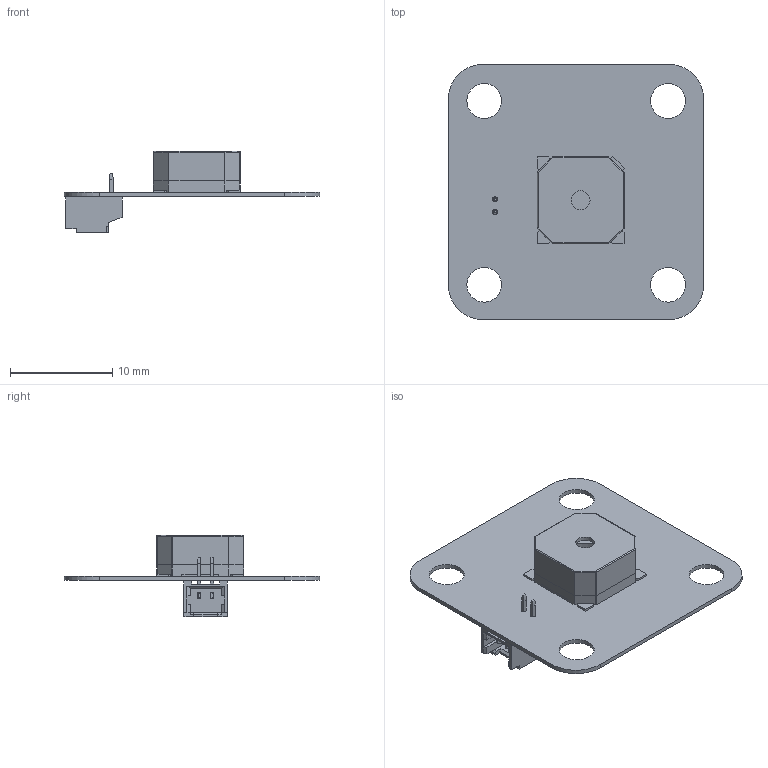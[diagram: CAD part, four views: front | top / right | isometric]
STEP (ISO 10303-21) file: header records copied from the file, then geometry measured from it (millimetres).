
FILE_DESCRIPTION(('Open CASCADE Model'),'2;1');
FILE_NAME('Open CASCADE Shape Model','2025-11-30T23:29:41',('Author'),( 'Open CASCADE'),'Open CASCADE STEP processor 7.5','Open CASCADE 7.5' ,'Unknown');
FILE_SCHEMA(('AUTOMOTIVE_DESIGN { 1 0 10303 214 1 1 1 1 }'));
Length unit declared in the file: millimetre
Products named in the file (9): PCB; Board; Open CASCADE STEP translator 7.5 2.1.1; J1; 530480210; Open CASCADE STEP translator 7.5 2.2.1.1; Open CASCADE STEP translator 7.5 2.2.1.2; LS1; CUI_DEVICES_CMT-8504-100-SMT-TR
Assembly tree (8 placements, depth 4):
  PCB
    Board
      Open CASCADE STEP translator 7.5 2.1.1
    J1
      530480210
        Open CASCADE STEP translator 7.5 2.2.1.1
        Open CASCADE STEP translator 7.5 2.2.1.2
    LS1
      CUI_DEVICES_CMT-8504-100-SMT-TR
Bounding box: 25 x 25 x 7.97 mm (x, y, z)
Volume: 400.6 mm3; surface area: 1892.8 mm2
Topology: 11 solids, 11 shells, 264 faces, 673 edges, 436 vertices
Faces by surface type: plane 196, cylinder 44, bspline 16, sphere 8
Full cylindrical faces by diameter (mm): 0.5 x2, 3.4 x4
Entity records: 8769 total; most frequent: CARTESIAN_POINT 1858, ORIENTED_EDGE 1330, DIRECTION 1259, EDGE_CURVE 665, LINE 561, VECTOR 561, VERTEX_POINT 428, AXIS2_PLACEMENT_3D 349
